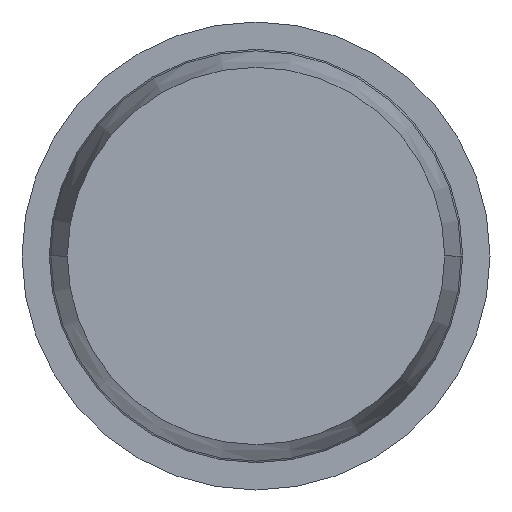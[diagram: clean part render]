
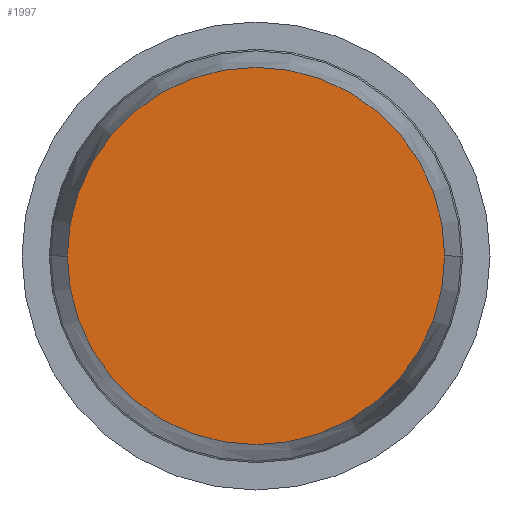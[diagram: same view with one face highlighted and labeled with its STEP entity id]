
A CAD part, front view. The second image highlights one B-rep face of the part: STEP entity #1997.
In plain terms, the highlighted planar face has unit normal (0, -1, 0).
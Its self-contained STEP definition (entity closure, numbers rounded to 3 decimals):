
#359 = AXIS2_PLACEMENT_3D ( 'NONE', #556, #1236, #3518 ) ;
#556 = CARTESIAN_POINT ( 'NONE',  ( 0., -19., 0. ) ) ;
#825 = CARTESIAN_POINT ( 'NONE',  ( 0., -19., 0. ) ) ;
#865 = VERTEX_POINT ( 'NONE', #3440 ) ;
#893 = CIRCLE ( 'NONE', #359, 1.209 ) ;
#966 = EDGE_CURVE ( 'Defeature ausgef�hrt1_2+Defeature ausgef�hrt1_11+Defeature ausgef�hrt1_11+Defeature ausgef�hrt1_11', #3426, #865, #893, .T. ) ;
#1000 = CIRCLE ( 'NONE', #3981, 1.209 ) ;
#1180 = PLANE ( 'NONE',  #2753 ) ;
#1236 = DIRECTION ( 'NONE',  ( 0., -1., 0. ) ) ;
#1625 = FACE_OUTER_BOUND ( 'NONE', #1693, .T. ) ;
#1639 = DIRECTION ( 'NONE',  ( 1., 0., 0. ) ) ;
#1643 = CARTESIAN_POINT ( 'NONE',  ( -1.209, -19., 0. ) ) ;
#1693 = EDGE_LOOP ( 'NONE', ( #1876, #1807 ) ) ;
#1807 = ORIENTED_EDGE ( 'NONE', *, *, #2137, .T. ) ;
#1876 = ORIENTED_EDGE ( 'NONE', *, *, #966, .T. ) ;
#1997 = ADVANCED_FACE ( 'Defeature ausgef�hrt1_2', ( #1625 ), #1180, .T. ) ;
#2137 = EDGE_CURVE ( 'Defeature ausgef�hrt1_2+Defeature ausgef�hrt1_11+Defeature ausgef�hrt1_11+Defeature ausgef�hrt1_11', #865, #3426, #1000, .T. ) ;
#2348 = DIRECTION ( 'NONE',  ( 0., -1., 0. ) ) ;
#2753 = AXIS2_PLACEMENT_3D ( 'NONE', #825, #3740, #4112 ) ;
#3426 = VERTEX_POINT ( 'NONE', #1643 ) ;
#3440 = CARTESIAN_POINT ( 'NONE',  ( 1.209, -19., 0. ) ) ;
#3518 = DIRECTION ( 'NONE',  ( 1., 0., 0. ) ) ;
#3740 = DIRECTION ( 'NONE',  ( 0., -1., 0. ) ) ;
#3981 = AXIS2_PLACEMENT_3D ( 'NONE', #4531, #2348, #1639 ) ;
#4112 = DIRECTION ( 'NONE',  ( 1., 0., 0. ) ) ;
#4531 = CARTESIAN_POINT ( 'NONE',  ( 0., -19., 0. ) ) ;
